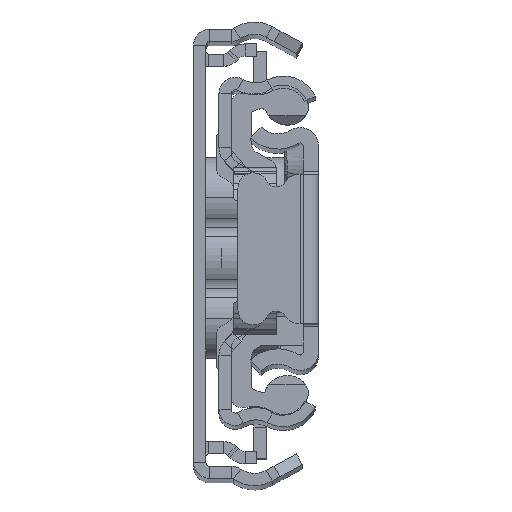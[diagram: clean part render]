
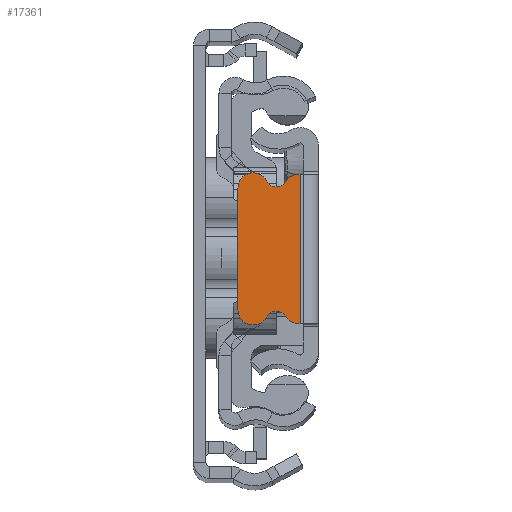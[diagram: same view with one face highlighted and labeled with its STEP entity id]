
A CAD part, top view. The second image highlights one B-rep face of the part: STEP entity #17361.
In plain terms, the highlighted planar face has unit normal (0, 0, 1).
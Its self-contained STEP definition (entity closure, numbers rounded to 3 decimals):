
#149 = ORIENTED_EDGE ( 'NONE', *, *, #14595, .T. ) ;
#288 = CARTESIAN_POINT ( 'NONE',  ( -7.929, 6., 0. ) ) ;
#907 = VERTEX_POINT ( 'NONE', #288 ) ;
#1262 = CIRCLE ( 'NONE', #2832, 1.5 ) ;
#1296 = CARTESIAN_POINT ( 'NONE',  ( -3.206, 6.658, 0. ) ) ;
#1313 = VERTEX_POINT ( 'NONE', #13605 ) ;
#1541 = ORIENTED_EDGE ( 'NONE', *, *, #10201, .F. ) ;
#2164 = EDGE_CURVE ( 'NONE', #907, #1313, #9782, .T. ) ;
#2295 = AXIS2_PLACEMENT_3D ( 'NONE', #13230, #20878, #3736 ) ;
#2832 = AXIS2_PLACEMENT_3D ( 'NONE', #23063, #22939, #6051 ) ;
#3142 = DIRECTION ( 'NONE',  ( -1., 0., 0. ) ) ;
#3158 = LINE ( 'NONE', #8891, #19303 ) ;
#3594 = CARTESIAN_POINT ( 'NONE',  ( -6.429, 6., 0. ) ) ;
#3736 = DIRECTION ( 'NONE',  ( 1., 0., 0. ) ) ;
#3912 = ORIENTED_EDGE ( 'NONE', *, *, #2164, .T. ) ;
#4424 = AXIS2_PLACEMENT_3D ( 'NONE', #18099, #18344, #23970 ) ;
#4547 = AXIS2_PLACEMENT_3D ( 'NONE', #6534, #14179, #19943 ) ;
#4776 = VERTEX_POINT ( 'NONE', #20552 ) ;
#4918 = DIRECTION ( 'NONE',  ( 0., 0., -1. ) ) ;
#4984 = CARTESIAN_POINT ( 'NONE',  ( -1.75, -7.37, 0. ) ) ;
#5015 = DIRECTION ( 'NONE',  ( 1., 0., 0. ) ) ;
#5591 = DIRECTION ( 'NONE',  ( 0., 0., 1. ) ) ;
#5605 = PLANE ( 'NONE',  #2295 ) ;
#6051 = DIRECTION ( 'NONE',  ( -1., 0., 0. ) ) ;
#6245 = VERTEX_POINT ( 'NONE', #7127 ) ;
#6534 = CARTESIAN_POINT ( 'NONE',  ( -4.142, 7.236, 0. ) ) ;
#6614 = CARTESIAN_POINT ( 'NONE',  ( -5.109, -6.713, 0. ) ) ;
#6643 = DIRECTION ( 'NONE',  ( -1., 0., 0. ) ) ;
#7127 = CARTESIAN_POINT ( 'NONE',  ( -1.75, 7.37, 0. ) ) ;
#8007 = LINE ( 'NONE', #19783, #18733 ) ;
#8218 = ORIENTED_EDGE ( 'NONE', *, *, #20388, .T. ) ;
#8891 = CARTESIAN_POINT ( 'NONE',  ( -1.929, 7.37, 0. ) ) ;
#9320 = ORIENTED_EDGE ( 'NONE', *, *, #22243, .T. ) ;
#9412 = VERTEX_POINT ( 'NONE', #6614 ) ;
#9782 = LINE ( 'NONE', #12034, #17507 ) ;
#10201 = EDGE_CURVE ( 'NONE', #18739, #11583, #20291, .T. ) ;
#10374 = DIRECTION ( 'NONE',  ( 0., -1., 0. ) ) ;
#10788 = CIRCLE ( 'NONE', #20781, 1.5 ) ;
#11583 = VERTEX_POINT ( 'NONE', #15645 ) ;
#12034 = CARTESIAN_POINT ( 'NONE',  ( -7.929, -6., 0. ) ) ;
#12647 = DIRECTION ( 'NONE',  ( -1., 0., 0. ) ) ;
#12791 = ORIENTED_EDGE ( 'NONE', *, *, #15577, .T. ) ;
#13230 = CARTESIAN_POINT ( 'NONE',  ( 244.071, 0., 0. ) ) ;
#13275 = AXIS2_PLACEMENT_3D ( 'NONE', #20656, #4918, #12647 ) ;
#13541 = DIRECTION ( 'NONE',  ( 0., -1., 0. ) ) ;
#13605 = CARTESIAN_POINT ( 'NONE',  ( -7.929, -6., 0. ) ) ;
#13664 = ORIENTED_EDGE ( 'NONE', *, *, #23180, .T. ) ;
#13763 = VECTOR ( 'NONE', #6643, 1000. ) ;
#13892 = CARTESIAN_POINT ( 'NONE',  ( -3.206, -6.658, 0. ) ) ;
#14179 = DIRECTION ( 'NONE',  ( 0., 0., -1. ) ) ;
#14409 = CIRCLE ( 'NONE', #4424, 1.5 ) ;
#14523 = DIRECTION ( 'NONE',  ( 0., 0., 1. ) ) ;
#14572 = VERTEX_POINT ( 'NONE', #1296 ) ;
#14595 = EDGE_CURVE ( 'NONE', #9412, #21408, #14897, .T. ) ;
#14615 = EDGE_CURVE ( 'NONE', #4776, #6245, #3158, .T. ) ;
#14897 = CIRCLE ( 'NONE', #13275, 1.1 ) ;
#15234 = CIRCLE ( 'NONE', #18443, 1.5 ) ;
#15577 = EDGE_CURVE ( 'NONE', #14572, #23572, #21720, .T. ) ;
#15645 = CARTESIAN_POINT ( 'NONE',  ( -1.929, -7.37, 0. ) ) ;
#17361 = ADVANCED_FACE ( 'NONE', ( #18879 ), #5605, .T. ) ;
#17507 = VECTOR ( 'NONE', #13541, 1000. ) ;
#18099 = CARTESIAN_POINT ( 'NONE',  ( -6.429, -6., 0. ) ) ;
#18166 = EDGE_CURVE ( 'NONE', #6245, #18739, #8007, .T. ) ;
#18344 = DIRECTION ( 'NONE',  ( 0., 0., 1. ) ) ;
#18443 = AXIS2_PLACEMENT_3D ( 'NONE', #3594, #5591, #3142 ) ;
#18733 = VECTOR ( 'NONE', #10374, 1000. ) ;
#18739 = VERTEX_POINT ( 'NONE', #4984 ) ;
#18879 = FACE_OUTER_BOUND ( 'NONE', #22168, .T. ) ;
#19236 = ORIENTED_EDGE ( 'NONE', *, *, #18166, .F. ) ;
#19303 = VECTOR ( 'NONE', #24169, 1000. ) ;
#19783 = CARTESIAN_POINT ( 'NONE',  ( -1.75, 0., 0. ) ) ;
#19912 = CARTESIAN_POINT ( 'NONE',  ( -1.929, -5.87, 0. ) ) ;
#19943 = DIRECTION ( 'NONE',  ( 1., 0., 0. ) ) ;
#20177 = CARTESIAN_POINT ( 'NONE',  ( -1.929, -7.37, 0. ) ) ;
#20291 = LINE ( 'NONE', #20177, #13763 ) ;
#20388 = EDGE_CURVE ( 'NONE', #21408, #11583, #10788, .T. ) ;
#20552 = CARTESIAN_POINT ( 'NONE',  ( -1.929, 7.37, 0. ) ) ;
#20656 = CARTESIAN_POINT ( 'NONE',  ( -4.142, -7.236, 0. ) ) ;
#20781 = AXIS2_PLACEMENT_3D ( 'NONE', #19912, #14523, #5015 ) ;
#20878 = DIRECTION ( 'NONE',  ( 0., 0., 1. ) ) ;
#21036 = ORIENTED_EDGE ( 'NONE', *, *, #22530, .T. ) ;
#21408 = VERTEX_POINT ( 'NONE', #13892 ) ;
#21720 = CIRCLE ( 'NONE', #4547, 1.1 ) ;
#22168 = EDGE_LOOP ( 'NONE', ( #19236, #22911, #21036, #12791, #13664, #3912, #9320, #149, #8218, #1541 ) ) ;
#22243 = EDGE_CURVE ( 'NONE', #1313, #9412, #14409, .T. ) ;
#22530 = EDGE_CURVE ( 'NONE', #4776, #14572, #1262, .T. ) ;
#22911 = ORIENTED_EDGE ( 'NONE', *, *, #14615, .F. ) ;
#22939 = DIRECTION ( 'NONE',  ( 0., 0., 1. ) ) ;
#23063 = CARTESIAN_POINT ( 'NONE',  ( -1.929, 5.87, 0. ) ) ;
#23180 = EDGE_CURVE ( 'NONE', #23572, #907, #15234, .T. ) ;
#23572 = VERTEX_POINT ( 'NONE', #23722 ) ;
#23722 = CARTESIAN_POINT ( 'NONE',  ( -5.109, 6.713, 0. ) ) ;
#23970 = DIRECTION ( 'NONE',  ( 1., 0., 0. ) ) ;
#24169 = DIRECTION ( 'NONE',  ( 1., 0., 0. ) ) ;
